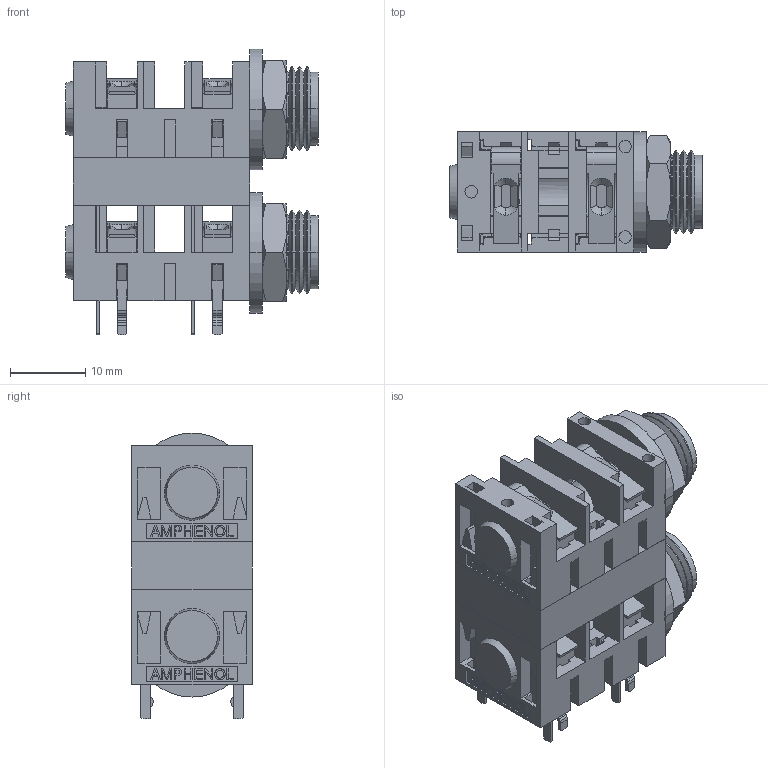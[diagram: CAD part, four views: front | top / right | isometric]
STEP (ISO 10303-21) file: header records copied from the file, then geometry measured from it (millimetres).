
FILE_DESCRIPTION((''),'2;1');
FILE_NAME('ACJM-MHD.stp','2014-03-17T10:05:39',(''),(''),'Mechanical Desktop 2006','Mechanical Desktop 2006',', , ');
FILE_SCHEMA(('CONFIG_CONTROL_DESIGN'));
Length unit declared in the file: millimetre
Products named in the file (1): ACJM-MHD
Bounding box: 33.5 x 16 x 37.95 mm (x, y, z)
Volume: 8094.6 mm3; surface area: 13553.7 mm2
Topology: 19 solids, 19 shells, 1422 faces, 3763 edges, 2390 vertices
Faces by surface type: plane 799, cylinder 318, cone 174, bspline 131
Entity records: 44366 total; most frequent: CARTESIAN_POINT 8865, ORIENTED_EDGE 7526, DIRECTION 7095, EDGE_CURVE 3763, VECTOR 2847, LINE 2847, VERTEX_POINT 2390, AXIS2_PLACEMENT_3D 2124
